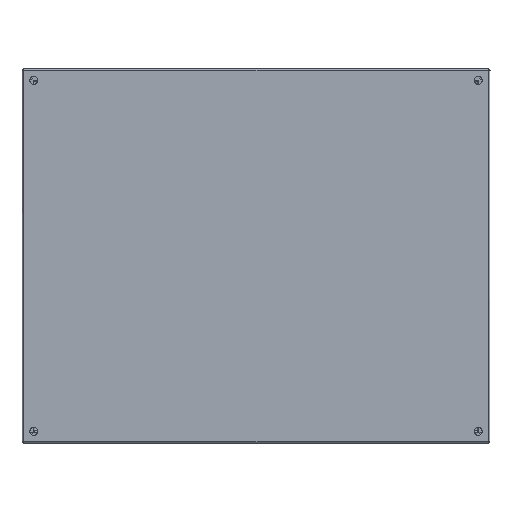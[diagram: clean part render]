
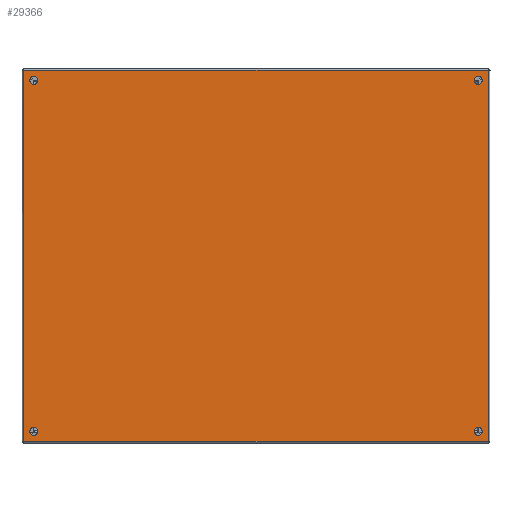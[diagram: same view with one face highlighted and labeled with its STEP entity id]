
A CAD part, top view. The second image highlights one B-rep face of the part: STEP entity #29366.
In plain terms, the highlighted face is planar.
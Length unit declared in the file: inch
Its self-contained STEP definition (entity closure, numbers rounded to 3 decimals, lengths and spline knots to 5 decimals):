
#27 = DIRECTION ( 'NONE',  ( 1., 0., 0. ) ) ;
#646 = ORIENTED_EDGE ( 'NONE', *, *, #14656, .F. ) ;
#852 = AXIS2_PLACEMENT_3D ( 'NONE', #11589, #6175, #9885 ) ;
#937 = EDGE_CURVE ( 'NONE', #14472, #15850, #11265, .T. ) ;
#1399 = LINE ( 'NONE', #10917, #10773 ) ;
#1968 = VERTEX_POINT ( 'NONE', #30832 ) ;
#2016 = CARTESIAN_POINT ( 'NONE',  ( 0., 0.072, -11.892 ) ) ;
#2993 = VERTEX_POINT ( 'NONE', #38220 ) ;
#4123 = CARTESIAN_POINT ( 'NONE',  ( 0., 29.25, 11.25 ) ) ;
#4416 = DIRECTION ( 'NONE',  ( 1., 0., 0. ) ) ;
#4464 = CARTESIAN_POINT ( 'NONE',  ( 0., 1., 11.25 ) ) ;
#5424 = CIRCLE ( 'NONE', #12338, 0.25 ) ;
#5508 = CIRCLE ( 'NONE', #35491, 0.25 ) ;
#5619 = AXIS2_PLACEMENT_3D ( 'NONE', #25594, #32220, #15519 ) ;
#6064 = EDGE_CURVE ( 'NONE', #8487, #20228, #38168, .T. ) ;
#6175 = DIRECTION ( 'NONE',  ( 1., 0., 0. ) ) ;
#6643 = VERTEX_POINT ( 'NONE', #39007 ) ;
#6886 = ORIENTED_EDGE ( 'NONE', *, *, #27846, .T. ) ;
#6909 = CIRCLE ( 'NONE', #18017, 0.25 ) ;
#7421 = CARTESIAN_POINT ( 'NONE',  ( 0., 29.892, 11.928 ) ) ;
#7640 = LINE ( 'NONE', #7421, #20788 ) ;
#8487 = VERTEX_POINT ( 'NONE', #13299 ) ;
#8854 = EDGE_CURVE ( 'NONE', #2993, #39730, #11978, .T. ) ;
#9249 = CARTESIAN_POINT ( 'NONE',  ( 0., 29.892, 11.892 ) ) ;
#9440 = CARTESIAN_POINT ( 'NONE',  ( 0., 29.25, -11.25 ) ) ;
#9658 = EDGE_CURVE ( 'NONE', #18966, #12348, #5508, .T. ) ;
#9707 = EDGE_LOOP ( 'NONE', ( #28326, #6886 ) ) ;
#9885 = DIRECTION ( 'NONE',  ( 0., 1., 0. ) ) ;
#10258 = EDGE_LOOP ( 'NONE', ( #23874, #23228 ) ) ;
#10377 = DIRECTION ( 'NONE',  ( 1., 0., 0. ) ) ;
#10773 = VECTOR ( 'NONE', #28235, 39.37008 ) ;
#10917 = CARTESIAN_POINT ( 'NONE',  ( 0., 0.072, 11.892 ) ) ;
#11265 = CIRCLE ( 'NONE', #35749, 0.25 ) ;
#11355 = DIRECTION ( 'NONE',  ( 1., 0., 0. ) ) ;
#11536 = CARTESIAN_POINT ( 'NONE',  ( 0., 0.108, 11.928 ) ) ;
#11551 = DIRECTION ( 'NONE',  ( 0., 1., 0. ) ) ;
#11589 = CARTESIAN_POINT ( 'NONE',  ( 0., 0.75, -11.25 ) ) ;
#11978 = CIRCLE ( 'NONE', #21746, 0.25 ) ;
#12207 = VECTOR ( 'NONE', #35837, 39.37008 ) ;
#12338 = AXIS2_PLACEMENT_3D ( 'NONE', #9440, #22719, #36095 ) ;
#12348 = VERTEX_POINT ( 'NONE', #39304 ) ;
#12986 = ORIENTED_EDGE ( 'NONE', *, *, #33154, .F. ) ;
#12987 = VERTEX_POINT ( 'NONE', #27635 ) ;
#13019 = CARTESIAN_POINT ( 'NONE',  ( 0., 0.75, -11.25 ) ) ;
#13299 = CARTESIAN_POINT ( 'NONE',  ( 0., 1., -11.25 ) ) ;
#13919 = DIRECTION ( 'NONE',  ( 0., 0., 1. ) ) ;
#14012 = CIRCLE ( 'NONE', #852, 0.25 ) ;
#14016 = CIRCLE ( 'NONE', #22403, 0.25 ) ;
#14472 = VERTEX_POINT ( 'NONE', #29872 ) ;
#14656 = EDGE_CURVE ( 'NONE', #1968, #12987, #41528, .T. ) ;
#14995 = LINE ( 'NONE', #2016, #12207 ) ;
#15519 = DIRECTION ( 'NONE',  ( 0., -1., 0. ) ) ;
#15717 = FACE_BOUND ( 'NONE', #9707, .T. ) ;
#15850 = VERTEX_POINT ( 'NONE', #25952 ) ;
#15982 = DIRECTION ( 'NONE',  ( 0., 1., 0. ) ) ;
#17170 = AXIS2_PLACEMENT_3D ( 'NONE', #13019, #27, #26173 ) ;
#18017 = AXIS2_PLACEMENT_3D ( 'NONE', #35400, #10377, #26585 ) ;
#18966 = VERTEX_POINT ( 'NONE', #37016 ) ;
#19439 = PLANE ( 'NONE',  #5619 ) ;
#20228 = VERTEX_POINT ( 'NONE', #38087 ) ;
#20322 = DIRECTION ( 'NONE',  ( 0., 1., 0. ) ) ;
#20788 = VECTOR ( 'NONE', #13919, 39.37008 ) ;
#20862 = DIRECTION ( 'NONE',  ( 1., 0., 0. ) ) ;
#20968 = DIRECTION ( 'NONE',  ( 0., 0., -1. ) ) ;
#21746 = AXIS2_PLACEMENT_3D ( 'NONE', #27190, #11355, #11551 ) ;
#22403 = AXIS2_PLACEMENT_3D ( 'NONE', #4123, #20862, #27644 ) ;
#22719 = DIRECTION ( 'NONE',  ( 1., 0., 0. ) ) ;
#23228 = ORIENTED_EDGE ( 'NONE', *, *, #29986, .T. ) ;
#23437 = ORIENTED_EDGE ( 'NONE', *, *, #28287, .F. ) ;
#23874 = ORIENTED_EDGE ( 'NONE', *, *, #6064, .T. ) ;
#25594 = CARTESIAN_POINT ( 'NONE',  ( 0., 0.072, 11.928 ) ) ;
#25824 = FACE_BOUND ( 'NONE', #10258, .T. ) ;
#25952 = CARTESIAN_POINT ( 'NONE',  ( 0., 29., -11.25 ) ) ;
#26046 = FACE_BOUND ( 'NONE', #36670, .T. ) ;
#26173 = DIRECTION ( 'NONE',  ( 0., 1., 0. ) ) ;
#26585 = DIRECTION ( 'NONE',  ( 0., 1., 0. ) ) ;
#27190 = CARTESIAN_POINT ( 'NONE',  ( 0., 0.75, 11.25 ) ) ;
#27635 = CARTESIAN_POINT ( 'NONE',  ( 0., 0.108, -11.892 ) ) ;
#27644 = DIRECTION ( 'NONE',  ( 0., 1., 0. ) ) ;
#27846 = EDGE_CURVE ( 'NONE', #15850, #14472, #5424, .T. ) ;
#28235 = DIRECTION ( 'NONE',  ( 0., -1., 0. ) ) ;
#28287 = EDGE_CURVE ( 'NONE', #6643, #30487, #7640, .T. ) ;
#28326 = ORIENTED_EDGE ( 'NONE', *, *, #937, .T. ) ;
#29325 = FACE_BOUND ( 'NONE', #41823, .T. ) ;
#29366 = ADVANCED_FACE ( 'NONE', ( #26046, #35679, #29325, #25824, #15717 ), #19439, .F. ) ;
#29872 = CARTESIAN_POINT ( 'NONE',  ( 0., 29.5, -11.25 ) ) ;
#29986 = EDGE_CURVE ( 'NONE', #20228, #8487, #14012, .T. ) ;
#30487 = VERTEX_POINT ( 'NONE', #9249 ) ;
#30832 = CARTESIAN_POINT ( 'NONE',  ( 0., 0.108, 11.892 ) ) ;
#31657 = EDGE_LOOP ( 'NONE', ( #646, #12986, #23437, #42535 ) ) ;
#32220 = DIRECTION ( 'NONE',  ( 1., 0., 0. ) ) ;
#33137 = ORIENTED_EDGE ( 'NONE', *, *, #8854, .T. ) ;
#33154 = EDGE_CURVE ( 'NONE', #30487, #1968, #1399, .T. ) ;
#33365 = EDGE_CURVE ( 'NONE', #12987, #6643, #14995, .T. ) ;
#34090 = CARTESIAN_POINT ( 'NONE',  ( 0., 29.25, -11.25 ) ) ;
#34237 = ORIENTED_EDGE ( 'NONE', *, *, #38510, .T. ) ;
#35135 = ORIENTED_EDGE ( 'NONE', *, *, #36746, .T. ) ;
#35400 = CARTESIAN_POINT ( 'NONE',  ( 0., 0.75, 11.25 ) ) ;
#35470 = DIRECTION ( 'NONE',  ( 1., 0., 0. ) ) ;
#35491 = AXIS2_PLACEMENT_3D ( 'NONE', #39245, #35470, #15982 ) ;
#35679 = FACE_OUTER_BOUND ( 'NONE', #31657, .T. ) ;
#35749 = AXIS2_PLACEMENT_3D ( 'NONE', #34090, #4416, #20322 ) ;
#35837 = DIRECTION ( 'NONE',  ( 0., 1., 0. ) ) ;
#36095 = DIRECTION ( 'NONE',  ( 0., 1., 0. ) ) ;
#36670 = EDGE_LOOP ( 'NONE', ( #35135, #33137 ) ) ;
#36746 = EDGE_CURVE ( 'NONE', #39730, #2993, #6909, .T. ) ;
#37016 = CARTESIAN_POINT ( 'NONE',  ( 0., 29.5, 11.25 ) ) ;
#38087 = CARTESIAN_POINT ( 'NONE',  ( 0., 0.5, -11.25 ) ) ;
#38168 = CIRCLE ( 'NONE', #17170, 0.25 ) ;
#38220 = CARTESIAN_POINT ( 'NONE',  ( 0., 0.5, 11.25 ) ) ;
#38510 = EDGE_CURVE ( 'NONE', #12348, #18966, #14016, .T. ) ;
#39007 = CARTESIAN_POINT ( 'NONE',  ( 0., 29.892, -11.892 ) ) ;
#39245 = CARTESIAN_POINT ( 'NONE',  ( 0., 29.25, 11.25 ) ) ;
#39304 = CARTESIAN_POINT ( 'NONE',  ( 0., 29., 11.25 ) ) ;
#39730 = VERTEX_POINT ( 'NONE', #4464 ) ;
#41528 = LINE ( 'NONE', #11536, #43111 ) ;
#41823 = EDGE_LOOP ( 'NONE', ( #41958, #34237 ) ) ;
#41958 = ORIENTED_EDGE ( 'NONE', *, *, #9658, .T. ) ;
#42535 = ORIENTED_EDGE ( 'NONE', *, *, #33365, .F. ) ;
#43111 = VECTOR ( 'NONE', #20968, 39.37008 ) ;
